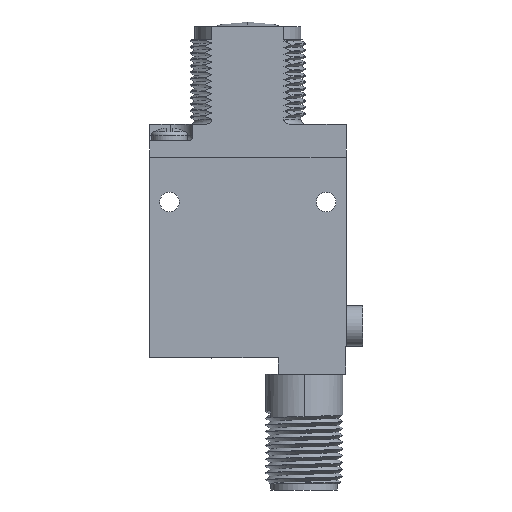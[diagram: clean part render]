
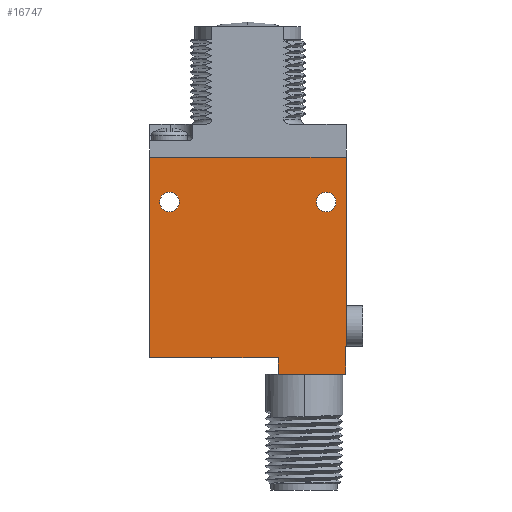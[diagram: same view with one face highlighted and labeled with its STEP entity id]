
A CAD part, left-side view. The second image highlights one B-rep face of the part: STEP entity #16747.
In plain terms, the highlighted planar face has unit normal (-1, 0, 0).
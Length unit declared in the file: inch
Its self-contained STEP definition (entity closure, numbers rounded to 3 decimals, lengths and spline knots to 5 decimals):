
#949=DIRECTION('',(0.,1.,0.));
#950=VECTOR('',#949,0.785);
#951=CARTESIAN_POINT('',(-0.236,0.42,-1.23));
#952=LINE('',#951,#950);
#1086=DIRECTION('',(0.,0.,-1.));
#1087=VECTOR('',#1086,0.1);
#1088=CARTESIAN_POINT('',(-0.236,0.42,-1.23));
#1089=LINE('',#1088,#1087);
#1090=DIRECTION('',(0.,1.,0.));
#1091=VECTOR('',#1090,0.005);
#1092=CARTESIAN_POINT('',(-0.236,1.205,-1.16));
#1093=LINE('',#1092,#1091);
#1094=DIRECTION('',(0.,0.,1.));
#1095=VECTOR('',#1094,1.16);
#1096=CARTESIAN_POINT('',(-0.236,1.21,-1.16));
#1097=LINE('',#1096,#1095);
#1098=DIRECTION('',(0.,-1.,0.));
#1099=VECTOR('',#1098,0.00299);
#1100=CARTESIAN_POINT('',(-0.236,1.21,0.));
#1101=LINE('',#1100,#1099);
#1102=DIRECTION('',(0.,1.,0.));
#1103=VECTOR('',#1102,1.204);
#1104=CARTESIAN_POINT('',(-0.236,0.00301,0.));
#1105=LINE('',#1104,#1103);
#1106=DIRECTION('',(0.,-1.,0.));
#1107=VECTOR('',#1106,0.00301);
#1108=CARTESIAN_POINT('',(-0.236,0.00301,0.));
#1109=LINE('',#1108,#1107);
#1110=DIRECTION('',(0.,0.,-1.));
#1111=VECTOR('',#1110,1.16);
#1112=CARTESIAN_POINT('',(-0.236,0.,0.));
#1113=LINE('',#1112,#1111);
#1114=DIRECTION('',(0.,1.,0.));
#1115=VECTOR('',#1114,0.005);
#1116=CARTESIAN_POINT('',(-0.236,0.,-1.16));
#1117=LINE('',#1116,#1115);
#1118=DIRECTION('',(0.,0.,-1.));
#1119=VECTOR('',#1118,0.17);
#1120=CARTESIAN_POINT('',(-0.236,0.005,-1.16));
#1121=LINE('',#1120,#1119);
#1122=CARTESIAN_POINT('',(-0.236,1.085,-0.275));
#1123=DIRECTION('',(1.,0.,0.));
#1124=DIRECTION('',(0.,0.,-1.));
#1125=AXIS2_PLACEMENT_3D('',#1122,#1123,#1124);
#1127=CARTESIAN_POINT('',(-0.236,1.085,-0.275));
#1128=DIRECTION('',(1.,0.,0.));
#1129=DIRECTION('',(0.,0.,1.));
#1130=AXIS2_PLACEMENT_3D('',#1127,#1128,#1129);
#1132=CARTESIAN_POINT('',(-0.236,0.125,-0.275));
#1133=DIRECTION('',(1.,0.,0.));
#1134=DIRECTION('',(0.,0.,-1.));
#1135=AXIS2_PLACEMENT_3D('',#1132,#1133,#1134);
#1137=CARTESIAN_POINT('',(-0.236,0.125,-0.275));
#1138=DIRECTION('',(1.,0.,0.));
#1139=DIRECTION('',(0.,0.,1.));
#1140=AXIS2_PLACEMENT_3D('',#1137,#1138,#1139);
#1147=DIRECTION('',(0.,1.,0.));
#1148=VECTOR('',#1147,0.255);
#1149=CARTESIAN_POINT('',(-0.236,0.005,-1.33));
#1150=LINE('',#1149,#1148);
#4902=DIRECTION('',(0.,0.,-1.));
#4903=VECTOR('',#4902,0.07);
#4904=CARTESIAN_POINT('',(-0.236,1.205,-1.16));
#4905=LINE('',#4904,#4903);
#10184=DIRECTION('',(0.,1.,0.));
#10185=VECTOR('',#10184,0.16);
#10186=CARTESIAN_POINT('',(-0.236,0.26,-1.33));
#10187=LINE('',#10186,#10185);
#13857=CARTESIAN_POINT('',(-0.236,0.,0.));
#13858=CARTESIAN_POINT('',(-0.236,0.,-1.16));
#13859=VERTEX_POINT('',#13857);
#13860=VERTEX_POINT('',#13858);
#13861=CARTESIAN_POINT('',(-0.236,1.21,-1.16));
#13862=CARTESIAN_POINT('',(-0.236,1.21,0.));
#13863=VERTEX_POINT('',#13861);
#13864=VERTEX_POINT('',#13862);
#13881=CARTESIAN_POINT('',(-0.236,1.085,-0.335));
#13882=CARTESIAN_POINT('',(-0.236,1.085,-0.215));
#13883=VERTEX_POINT('',#13881);
#13884=VERTEX_POINT('',#13882);
#13885=CARTESIAN_POINT('',(-0.236,0.125,-0.335));
#13886=CARTESIAN_POINT('',(-0.236,0.125,-0.215));
#13887=VERTEX_POINT('',#13885);
#13888=VERTEX_POINT('',#13886);
#14547=CARTESIAN_POINT('',(-0.236,0.00301,0.));
#14548=CARTESIAN_POINT('',(-0.236,1.20701,0.));
#14549=VERTEX_POINT('',#14547);
#14550=VERTEX_POINT('',#14548);
#14767=CARTESIAN_POINT('',(-0.236,1.205,-1.23));
#14769=VERTEX_POINT('',#14767);
#14834=CARTESIAN_POINT('',(-0.236,0.005,-1.33));
#14836=VERTEX_POINT('',#14834);
#14839=CARTESIAN_POINT('',(-0.236,0.42,-1.23));
#14840=VERTEX_POINT('',#14839);
#14841=CARTESIAN_POINT('',(-0.236,0.42,-1.33));
#14842=VERTEX_POINT('',#14841);
#15043=CARTESIAN_POINT('',(-0.236,0.005,-1.16));
#15045=VERTEX_POINT('',#15043);
#15047=CARTESIAN_POINT('',(-0.236,1.205,-1.16));
#15049=VERTEX_POINT('',#15047);
#15164=CARTESIAN_POINT('',(-0.236,0.26,-1.33));
#15166=VERTEX_POINT('',#15164);
#16704=CARTESIAN_POINT('',(-0.236,0.,0.));
#16705=DIRECTION('',(1.,0.,0.));
#16706=DIRECTION('',(0.,0.,-1.));
#16707=AXIS2_PLACEMENT_3D('',#16704,#16705,#16706);
#16708=PLANE('',#16707);
#16710=ORIENTED_EDGE('',*,*,#16709,.T.);
#16712=ORIENTED_EDGE('',*,*,#16711,.T.);
#16713=ORIENTED_EDGE('',*,*,#16697,.F.);
#16714=ORIENTED_EDGE('',*,*,#16621,.T.);
#16716=ORIENTED_EDGE('',*,*,#16715,.F.);
#16718=ORIENTED_EDGE('',*,*,#16717,.T.);
#16720=ORIENTED_EDGE('',*,*,#16719,.T.);
#16722=ORIENTED_EDGE('',*,*,#16721,.T.);
#16724=ORIENTED_EDGE('',*,*,#16723,.F.);
#16726=ORIENTED_EDGE('',*,*,#16725,.T.);
#16728=ORIENTED_EDGE('',*,*,#16727,.T.);
#16730=ORIENTED_EDGE('',*,*,#16729,.T.);
#16732=ORIENTED_EDGE('',*,*,#16731,.T.);
#16733=EDGE_LOOP('',(#16710,#16712,#16713,#16714,#16716,#16718,#16720,#16722,
#16724,#16726,#16728,#16730,#16732));
#16734=FACE_OUTER_BOUND('',#16733,.F.);
#16736=ORIENTED_EDGE('',*,*,#16735,.F.);
#16738=ORIENTED_EDGE('',*,*,#16737,.F.);
#16739=EDGE_LOOP('',(#16736,#16738));
#16740=FACE_BOUND('',#16739,.F.);
#16742=ORIENTED_EDGE('',*,*,#16741,.F.);
#16744=ORIENTED_EDGE('',*,*,#16743,.F.);
#16745=EDGE_LOOP('',(#16742,#16744));
#16746=FACE_BOUND('',#16745,.F.);
#16747=ADVANCED_FACE('',(#16734,#16740,#16746),#16708,.F.);
#1126=CIRCLE('',#1125,0.06);
#1131=CIRCLE('',#1130,0.06);
#1136=CIRCLE('',#1135,0.06);
#1141=CIRCLE('',#1140,0.06);
#16621=EDGE_CURVE('',#14840,#14769,#952,.T.);
#16697=EDGE_CURVE('',#14840,#14842,#1089,.T.);
#16709=EDGE_CURVE('',#14836,#15166,#1150,.T.);
#16711=EDGE_CURVE('',#15166,#14842,#10187,.T.);
#16715=EDGE_CURVE('',#15049,#14769,#4905,.T.);
#16717=EDGE_CURVE('',#15049,#13863,#1093,.T.);
#16719=EDGE_CURVE('',#13863,#13864,#1097,.T.);
#16721=EDGE_CURVE('',#13864,#14550,#1101,.T.);
#16723=EDGE_CURVE('',#14549,#14550,#1105,.T.);
#16725=EDGE_CURVE('',#14549,#13859,#1109,.T.);
#16727=EDGE_CURVE('',#13859,#13860,#1113,.T.);
#16729=EDGE_CURVE('',#13860,#15045,#1117,.T.);
#16731=EDGE_CURVE('',#15045,#14836,#1121,.T.);
#16735=EDGE_CURVE('',#13883,#13884,#1126,.T.);
#16737=EDGE_CURVE('',#13884,#13883,#1131,.T.);
#16741=EDGE_CURVE('',#13887,#13888,#1136,.T.);
#16743=EDGE_CURVE('',#13888,#13887,#1141,.T.);
